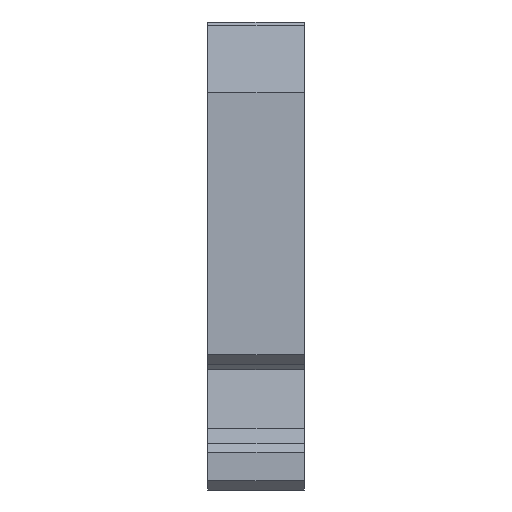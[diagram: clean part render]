
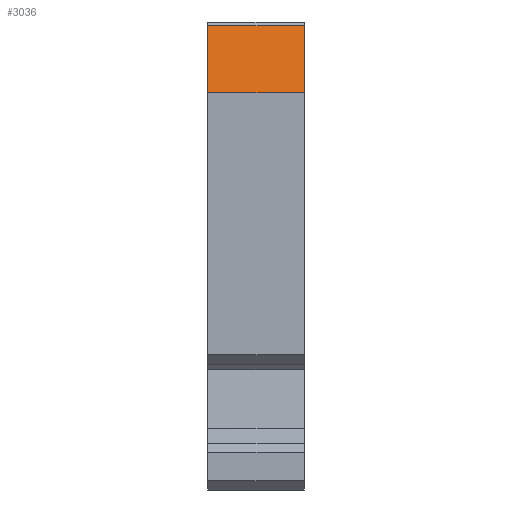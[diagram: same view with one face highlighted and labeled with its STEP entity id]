
A CAD part, left-side view. The second image highlights one B-rep face of the part: STEP entity #3036.
In plain terms, the highlighted free-form (B-spline) face has degree [1, 1] with [2, 2] control points.
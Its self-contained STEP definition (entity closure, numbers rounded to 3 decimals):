
#25=CARTESIAN_POINT('',(-135.75,10.2,35.4));
#26=VERTEX_POINT('',#25);
#27=CARTESIAN_POINT('',(-135.75,0.,35.4));
#28=VERTEX_POINT('',#27);
#29=CARTESIAN_POINT('',(-135.75,10.2,35.4));
#30=CARTESIAN_POINT('',(-135.75,0.,35.4));
#31=B_SPLINE_CURVE_WITH_KNOTS('',1,(#29,#30),.POLYLINE_FORM.,.F.,.U.,(2,2),(0.064,0.781),.UNSPECIFIED.);
#32=EDGE_CURVE('',#26,#28,#31,.T.);
#1121=CARTESIAN_POINT('',(-134.245,0.,42.504));
#1122=VERTEX_POINT('',#1121);
#1133=CARTESIAN_POINT('',(-134.25,0.,42.457));
#1134=VERTEX_POINT('',#1133);
#1135=CARTESIAN_POINT('',(-134.25,0.,42.457));
#1136=CARTESIAN_POINT('',(-134.25,0.,42.504));
#1137=B_SPLINE_CURVE_WITH_KNOTS('',1,(#1135,#1136),.POLYLINE_FORM.,.F.,.U.,(2,2),(0.607,0.608),.UNSPECIFIED.);
#1138=EDGE_CURVE('',#1134,#1122,#1137,.T.);
#1140=CARTESIAN_POINT('',(-135.75,0.,35.4));
#1141=CARTESIAN_POINT('',(-134.25,0.,42.457));
#1142=B_SPLINE_CURVE_WITH_KNOTS('',1,(#1140,#1141),.POLYLINE_FORM.,.F.,.U.,(2,2),(0.499,0.499),.UNSPECIFIED.);
#1143=EDGE_CURVE('',#28,#1134,#1142,.T.);
#1411=CARTESIAN_POINT('',(-134.24,10.2,42.504));
#1412=VERTEX_POINT('',#1411);
#1413=CARTESIAN_POINT('',(-135.75,10.2,35.4));
#1414=CARTESIAN_POINT('',(-134.24,10.2,42.504));
#1415=B_SPLINE_CURVE_WITH_KNOTS('',1,(#1413,#1414),.POLYLINE_FORM.,.F.,.U.,(2,2),(0.,1.),.UNSPECIFIED.);
#1416=EDGE_CURVE('',#26,#1412,#1415,.T.);
#3016=CARTESIAN_POINT('',(-134.24,0.,42.504));
#3017=CARTESIAN_POINT('',(-134.24,10.2,42.504));
#3018=B_SPLINE_CURVE_WITH_KNOTS('',1,(#3016,#3017),.POLYLINE_FORM.,.F.,.U.,(2,2),(0.,1.),.UNSPECIFIED.);
#3019=EDGE_CURVE('',#1122,#1412,#3018,.T.);
#3024=CARTESIAN_POINT('',(-137.346,-5.143,27.892));
#3025=CARTESIAN_POINT('',(-137.346,25.543,27.892));
#3026=CARTESIAN_POINT('',(-130.966,-5.143,57.908));
#3027=CARTESIAN_POINT('',(-130.966,25.543,57.908));
#3028=B_SPLINE_SURFACE_WITH_KNOTS('',1,1,((#3024,#3025),(#3026,#3027)),.PLANE_SURF.,.F.,.F.,.U.,(2,2),(2,2),(0.,1.),(0.,1.),.UNSPECIFIED.);
#3029=ORIENTED_EDGE('',*,*,#1138,.T.);
#3030=ORIENTED_EDGE('',*,*,#3019,.T.);
#3031=ORIENTED_EDGE('',*,*,#1416,.F.);
#3032=ORIENTED_EDGE('',*,*,#32,.T.);
#3033=ORIENTED_EDGE('',*,*,#1143,.T.);
#3034=EDGE_LOOP('',(#3029,#3030,#3031,#3032,#3033));
#3035=FACE_OUTER_BOUND('',#3034,.T.);
#3036=ADVANCED_FACE('',(#3035),#3028,.T.);
